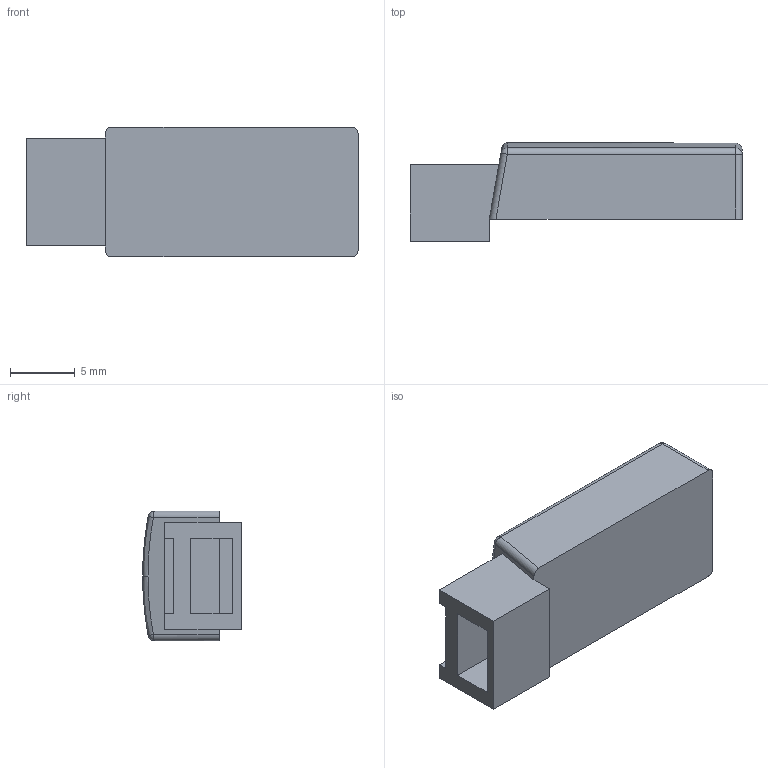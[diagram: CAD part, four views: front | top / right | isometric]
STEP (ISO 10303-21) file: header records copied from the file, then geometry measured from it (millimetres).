
FILE_DESCRIPTION(/* description */ (''),/* implementation_level */ '2;1');
FILE_NAME(/* name */ 'Cover.ipt.step',/* time_stamp */ '2020-04-16T23:13:58-04:00',/* author */ ('Jordan'),/* organization */ (''),/* preprocessor_version */ 'ST-DEVELOPER v17',/* originating_system */ 'Autodesk Inventor 2019',/* authorisation */ '');
FILE_SCHEMA (('AUTOMOTIVE_DESIGN { 1 0 10303 214 3 1 1 }'));
Length unit declared in the file: millimetre
Products named in the file (1): Cover
Bounding box: 25.55 x 7.6 x 10 mm (x, y, z)
Volume: 1258.6 mm3; surface area: 1013.4 mm2
Topology: 1 solids, 1 shells, 34 faces, 79 edges, 48 vertices
Faces by surface type: plane 20, cylinder 7, sphere 4, bspline 2, torus 1
Entity records: 1007 total; most frequent: CARTESIAN_POINT 184, DIRECTION 168, ORIENTED_EDGE 158, EDGE_CURVE 79, LINE 56, VECTOR 56, AXIS2_PLACEMENT_3D 56, VERTEX_POINT 48
